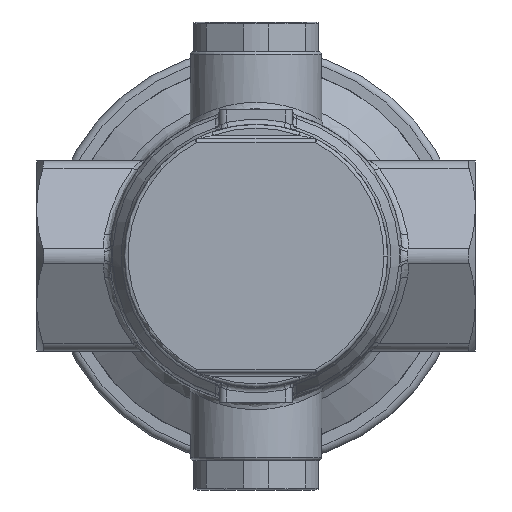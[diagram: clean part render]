
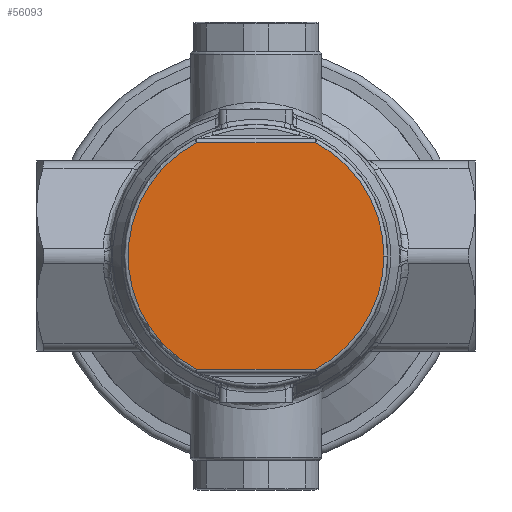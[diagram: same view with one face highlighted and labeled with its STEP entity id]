
A CAD part, front view. The second image highlights one B-rep face of the part: STEP entity #56093.
In plain terms, the highlighted planar face has unit normal (0, -1, 0).
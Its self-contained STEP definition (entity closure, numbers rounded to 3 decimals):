
#2874 = DIRECTION ( 'NONE',  ( 0., 1., 0. ) ) ;
#6688 = VERTEX_POINT ( 'NONE', #113254 ) ;
#12160 = DIRECTION ( 'NONE',  ( 0., -1., 0. ) ) ;
#13551 = CARTESIAN_POINT ( 'NONE',  ( 0., -6., 0. ) ) ;
#14851 = VERTEX_POINT ( 'NONE', #85131 ) ;
#16162 = EDGE_LOOP ( 'NONE', ( #66109, #19262, #40603, #24550, #68953 ) ) ;
#19262 = ORIENTED_EDGE ( 'NONE', *, *, #42248, .T. ) ;
#20322 = FACE_OUTER_BOUND ( 'NONE', #16162, .T. ) ;
#22635 = VERTEX_POINT ( 'NONE', #66063 ) ;
#22865 = VERTEX_POINT ( 'NONE', #78184 ) ;
#23679 = CARTESIAN_POINT ( 'NONE',  ( 0., -6., 0. ) ) ;
#23937 = DIRECTION ( 'NONE',  ( 1., 0., 0. ) ) ;
#24550 = ORIENTED_EDGE ( 'NONE', *, *, #118177, .T. ) ;
#26477 = VERTEX_POINT ( 'NONE', #39802 ) ;
#34107 = DIRECTION ( 'NONE',  ( 1., 0., 0. ) ) ;
#38788 = DIRECTION ( 'NONE',  ( -1., 0., 0. ) ) ;
#39802 = CARTESIAN_POINT ( 'NONE',  ( -8.124, -6., -15.5 ) ) ;
#40199 = VECTOR ( 'NONE', #38788, 1000. ) ;
#40603 = ORIENTED_EDGE ( 'NONE', *, *, #96172, .T. ) ;
#42248 = EDGE_CURVE ( 'NONE', #14851, #6688, #48987, .T. ) ;
#43010 = AXIS2_PLACEMENT_3D ( 'NONE', #23679, #96094, #34107 ) ;
#44624 = AXIS2_PLACEMENT_3D ( 'NONE', #13551, #85895, #23937 ) ;
#47720 = PLANE ( 'NONE',  #83068 ) ;
#48987 = CIRCLE ( 'NONE', #44624, 17.5 ) ;
#49629 = CARTESIAN_POINT ( 'NONE',  ( -8.246, -6., 15.5 ) ) ;
#51825 = LINE ( 'NONE', #116088, #76033 ) ;
#54088 = DIRECTION ( 'NONE',  ( 1., 0., 0. ) ) ;
#56093 = ADVANCED_FACE ( 'NONE', ( #20322 ), #47720, .F. ) ;
#64851 = CARTESIAN_POINT ( 'NONE',  ( 0., -6., 0. ) ) ;
#66063 = CARTESIAN_POINT ( 'NONE',  ( -8.124, -6., 15.5 ) ) ;
#66109 = ORIENTED_EDGE ( 'NONE', *, *, #121713, .T. ) ;
#68953 = ORIENTED_EDGE ( 'NONE', *, *, #102885, .T. ) ;
#74079 = CARTESIAN_POINT ( 'NONE',  ( 0., -6., 0. ) ) ;
#75163 = DIRECTION ( 'NONE',  ( 1., 0., 0. ) ) ;
#76033 = VECTOR ( 'NONE', #54088, 1000. ) ;
#77951 = AXIS2_PLACEMENT_3D ( 'NONE', #74079, #12160, #84535 ) ;
#78184 = CARTESIAN_POINT ( 'NONE',  ( 8.124, -6., -15.5 ) ) ;
#83068 = AXIS2_PLACEMENT_3D ( 'NONE', #64851, #2874, #75163 ) ;
#84535 = DIRECTION ( 'NONE',  ( 1., 0., 0. ) ) ;
#85131 = CARTESIAN_POINT ( 'NONE',  ( 17.5, -6., 0. ) ) ;
#85895 = DIRECTION ( 'NONE',  ( 0., -1., 0. ) ) ;
#96094 = DIRECTION ( 'NONE',  ( 0., -1., 0. ) ) ;
#96172 = EDGE_CURVE ( 'NONE', #6688, #22635, #122764, .T. ) ;
#102885 = EDGE_CURVE ( 'NONE', #26477, #22865, #51825, .T. ) ;
#102965 = CIRCLE ( 'NONE', #77951, 17.5 ) ;
#113254 = CARTESIAN_POINT ( 'NONE',  ( 8.124, -6., 15.5 ) ) ;
#116088 = CARTESIAN_POINT ( 'NONE',  ( 8.246, -6., -15.5 ) ) ;
#117145 = CIRCLE ( 'NONE', #43010, 17.5 ) ;
#118177 = EDGE_CURVE ( 'NONE', #22635, #26477, #102965, .T. ) ;
#121713 = EDGE_CURVE ( 'NONE', #22865, #14851, #117145, .T. ) ;
#122764 = LINE ( 'NONE', #49629, #40199 ) ;
